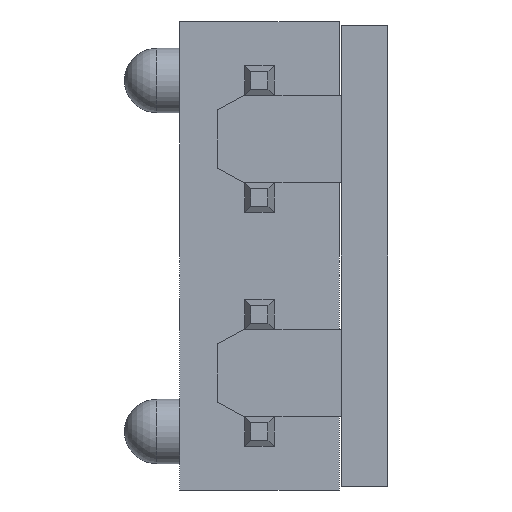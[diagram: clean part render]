
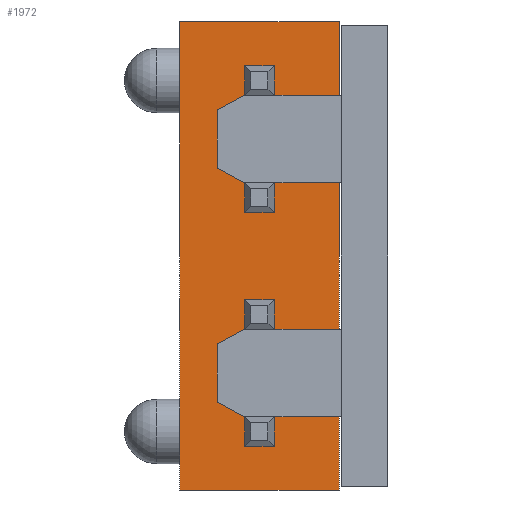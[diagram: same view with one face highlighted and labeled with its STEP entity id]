
A CAD part, front view. The second image highlights one B-rep face of the part: STEP entity #1972.
In plain terms, the highlighted face is planar.
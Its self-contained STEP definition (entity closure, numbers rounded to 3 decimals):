
#961=DIRECTION('',(0.,0.,1.));
#962=VECTOR('',#961,10.16);
#963=CARTESIAN_POINT('',(2.5,1.73,-1.27));
#964=LINE('',#963,#962);
#982=DIRECTION('',(0.,1.,0.));
#983=VECTOR('',#982,0.64);
#984=CARTESIAN_POINT('',(2.5,-0.32,2.22));
#985=LINE('',#984,#983);
#989=DIRECTION('',(0.,0.,1.));
#990=VECTOR('',#989,0.64);
#991=CARTESIAN_POINT('',(2.5,0.32,2.22));
#992=LINE('',#991,#990);
#996=DIRECTION('',(0.,-1.,0.));
#997=VECTOR('',#996,0.64);
#998=CARTESIAN_POINT('',(2.5,0.32,2.86));
#999=LINE('',#998,#997);
#1003=DIRECTION('',(0.,0.,-1.));
#1004=VECTOR('',#1003,0.64);
#1005=CARTESIAN_POINT('',(2.5,-0.32,2.86));
#1006=LINE('',#1005,#1004);
#1010=DIRECTION('',(0.,1.,0.));
#1011=VECTOR('',#1010,0.64);
#1012=CARTESIAN_POINT('',(2.5,-0.32,4.76));
#1013=LINE('',#1012,#1011);
#1017=DIRECTION('',(0.,0.,1.));
#1018=VECTOR('',#1017,0.64);
#1019=CARTESIAN_POINT('',(2.5,0.32,4.76));
#1020=LINE('',#1019,#1018);
#1024=DIRECTION('',(0.,-1.,0.));
#1025=VECTOR('',#1024,0.64);
#1026=CARTESIAN_POINT('',(2.5,0.32,5.4));
#1027=LINE('',#1026,#1025);
#1031=DIRECTION('',(0.,0.,-1.));
#1032=VECTOR('',#1031,0.64);
#1033=CARTESIAN_POINT('',(2.5,-0.32,5.4));
#1034=LINE('',#1033,#1032);
#1038=DIRECTION('',(0.,1.,0.));
#1039=VECTOR('',#1038,0.64);
#1040=CARTESIAN_POINT('',(2.5,-0.32,-0.32));
#1041=LINE('',#1040,#1039);
#1045=DIRECTION('',(0.,0.,1.));
#1046=VECTOR('',#1045,0.64);
#1047=CARTESIAN_POINT('',(2.5,0.32,-0.32));
#1048=LINE('',#1047,#1046);
#1052=DIRECTION('',(0.,-1.,0.));
#1053=VECTOR('',#1052,0.64);
#1054=CARTESIAN_POINT('',(2.5,0.32,0.32));
#1055=LINE('',#1054,#1053);
#1059=DIRECTION('',(0.,0.,-1.));
#1060=VECTOR('',#1059,0.64);
#1061=CARTESIAN_POINT('',(2.5,-0.32,0.32));
#1062=LINE('',#1061,#1060);
#1066=DIRECTION('',(0.,1.,0.));
#1067=VECTOR('',#1066,0.64);
#1068=CARTESIAN_POINT('',(2.5,-0.32,7.3));
#1069=LINE('',#1068,#1067);
#1073=DIRECTION('',(0.,0.,1.));
#1074=VECTOR('',#1073,0.64);
#1075=CARTESIAN_POINT('',(2.5,0.32,7.3));
#1076=LINE('',#1075,#1074);
#1080=DIRECTION('',(0.,-1.,0.));
#1081=VECTOR('',#1080,0.64);
#1082=CARTESIAN_POINT('',(2.5,0.32,7.94));
#1083=LINE('',#1082,#1081);
#1087=DIRECTION('',(0.,0.,-1.));
#1088=VECTOR('',#1087,0.64);
#1089=CARTESIAN_POINT('',(2.5,-0.32,7.94));
#1090=LINE('',#1089,#1088);
#1108=DIRECTION('',(0.,0.,-1.));
#1109=VECTOR('',#1108,10.16);
#1110=CARTESIAN_POINT('',(2.5,-1.73,8.89));
#1111=LINE('',#1110,#1109);
#1154=DIRECTION('',(0.,-1.,0.));
#1155=VECTOR('',#1154,3.46);
#1156=CARTESIAN_POINT('',(2.5,1.73,8.89));
#1157=LINE('',#1156,#1155);
#1168=DIRECTION('',(0.,1.,0.));
#1169=VECTOR('',#1168,3.46);
#1170=CARTESIAN_POINT('',(2.5,-1.73,-1.27));
#1171=LINE('',#1170,#1169);
#1755=CARTESIAN_POINT('',(2.5,1.73,-1.27));
#1756=CARTESIAN_POINT('',(2.5,1.73,8.89));
#1757=VERTEX_POINT('',#1755);
#1758=VERTEX_POINT('',#1756);
#1759=CARTESIAN_POINT('',(2.5,-1.73,8.89));
#1760=CARTESIAN_POINT('',(2.5,-1.73,-1.27));
#1761=VERTEX_POINT('',#1759);
#1762=VERTEX_POINT('',#1760);
#1763=CARTESIAN_POINT('',(2.5,-0.32,2.22));
#1764=CARTESIAN_POINT('',(2.5,0.32,2.22));
#1765=VERTEX_POINT('',#1763);
#1766=VERTEX_POINT('',#1764);
#1767=CARTESIAN_POINT('',(2.5,0.32,2.86));
#1768=VERTEX_POINT('',#1767);
#1769=CARTESIAN_POINT('',(2.5,-0.32,2.86));
#1770=VERTEX_POINT('',#1769);
#1771=CARTESIAN_POINT('',(2.5,-0.32,4.76));
#1772=CARTESIAN_POINT('',(2.5,0.32,4.76));
#1773=VERTEX_POINT('',#1771);
#1774=VERTEX_POINT('',#1772);
#1775=CARTESIAN_POINT('',(2.5,0.32,5.4));
#1776=VERTEX_POINT('',#1775);
#1777=CARTESIAN_POINT('',(2.5,-0.32,5.4));
#1778=VERTEX_POINT('',#1777);
#1779=CARTESIAN_POINT('',(2.5,-0.32,-0.32));
#1780=CARTESIAN_POINT('',(2.5,0.32,-0.32));
#1781=VERTEX_POINT('',#1779);
#1782=VERTEX_POINT('',#1780);
#1783=CARTESIAN_POINT('',(2.5,0.32,0.32));
#1784=VERTEX_POINT('',#1783);
#1785=CARTESIAN_POINT('',(2.5,-0.32,0.32));
#1786=VERTEX_POINT('',#1785);
#1787=CARTESIAN_POINT('',(2.5,-0.32,7.3));
#1788=CARTESIAN_POINT('',(2.5,0.32,7.3));
#1789=VERTEX_POINT('',#1787);
#1790=VERTEX_POINT('',#1788);
#1791=CARTESIAN_POINT('',(2.5,0.32,7.94));
#1792=VERTEX_POINT('',#1791);
#1793=CARTESIAN_POINT('',(2.5,-0.32,7.94));
#1794=VERTEX_POINT('',#1793);
#1918=CARTESIAN_POINT('',(2.5,0.,0.));
#1919=DIRECTION('',(1.,0.,0.));
#1920=DIRECTION('',(0.,-1.,0.));
#1921=AXIS2_PLACEMENT_3D('',#1918,#1919,#1920);
#1922=PLANE('',#1921);
#1924=ORIENTED_EDGE('',*,*,#1923,.F.);
#1926=ORIENTED_EDGE('',*,*,#1925,.F.);
#1927=ORIENTED_EDGE('',*,*,#1908,.F.);
#1929=ORIENTED_EDGE('',*,*,#1928,.F.);
#1930=EDGE_LOOP('',(#1924,#1926,#1927,#1929));
#1931=FACE_OUTER_BOUND('',#1930,.F.);
#1933=ORIENTED_EDGE('',*,*,#1932,.T.);
#1935=ORIENTED_EDGE('',*,*,#1934,.T.);
#1937=ORIENTED_EDGE('',*,*,#1936,.T.);
#1939=ORIENTED_EDGE('',*,*,#1938,.T.);
#1940=EDGE_LOOP('',(#1933,#1935,#1937,#1939));
#1941=FACE_BOUND('',#1940,.F.);
#1943=ORIENTED_EDGE('',*,*,#1942,.T.);
#1945=ORIENTED_EDGE('',*,*,#1944,.T.);
#1947=ORIENTED_EDGE('',*,*,#1946,.T.);
#1949=ORIENTED_EDGE('',*,*,#1948,.T.);
#1950=EDGE_LOOP('',(#1943,#1945,#1947,#1949));
#1951=FACE_BOUND('',#1950,.F.);
#1953=ORIENTED_EDGE('',*,*,#1952,.T.);
#1955=ORIENTED_EDGE('',*,*,#1954,.T.);
#1957=ORIENTED_EDGE('',*,*,#1956,.T.);
#1959=ORIENTED_EDGE('',*,*,#1958,.T.);
#1960=EDGE_LOOP('',(#1953,#1955,#1957,#1959));
#1961=FACE_BOUND('',#1960,.F.);
#1963=ORIENTED_EDGE('',*,*,#1962,.T.);
#1965=ORIENTED_EDGE('',*,*,#1964,.T.);
#1967=ORIENTED_EDGE('',*,*,#1966,.T.);
#1969=ORIENTED_EDGE('',*,*,#1968,.T.);
#1970=EDGE_LOOP('',(#1963,#1965,#1967,#1969));
#1971=FACE_BOUND('',#1970,.F.);
#1908=EDGE_CURVE('',#1757,#1758,#964,.T.);
#1923=EDGE_CURVE('',#1761,#1762,#1111,.T.);
#1925=EDGE_CURVE('',#1758,#1761,#1157,.T.);
#1928=EDGE_CURVE('',#1762,#1757,#1171,.T.);
#1932=EDGE_CURVE('',#1765,#1766,#985,.T.);
#1934=EDGE_CURVE('',#1766,#1768,#992,.T.);
#1936=EDGE_CURVE('',#1768,#1770,#999,.T.);
#1938=EDGE_CURVE('',#1770,#1765,#1006,.T.);
#1942=EDGE_CURVE('',#1773,#1774,#1013,.T.);
#1944=EDGE_CURVE('',#1774,#1776,#1020,.T.);
#1946=EDGE_CURVE('',#1776,#1778,#1027,.T.);
#1948=EDGE_CURVE('',#1778,#1773,#1034,.T.);
#1952=EDGE_CURVE('',#1781,#1782,#1041,.T.);
#1954=EDGE_CURVE('',#1782,#1784,#1048,.T.);
#1956=EDGE_CURVE('',#1784,#1786,#1055,.T.);
#1958=EDGE_CURVE('',#1786,#1781,#1062,.T.);
#1962=EDGE_CURVE('',#1789,#1790,#1069,.T.);
#1964=EDGE_CURVE('',#1790,#1792,#1076,.T.);
#1966=EDGE_CURVE('',#1792,#1794,#1083,.T.);
#1968=EDGE_CURVE('',#1794,#1789,#1090,.T.);
#1972=ADVANCED_FACE('',(#1931,#1941,#1951,#1961,#1971),#1922,.T.);
